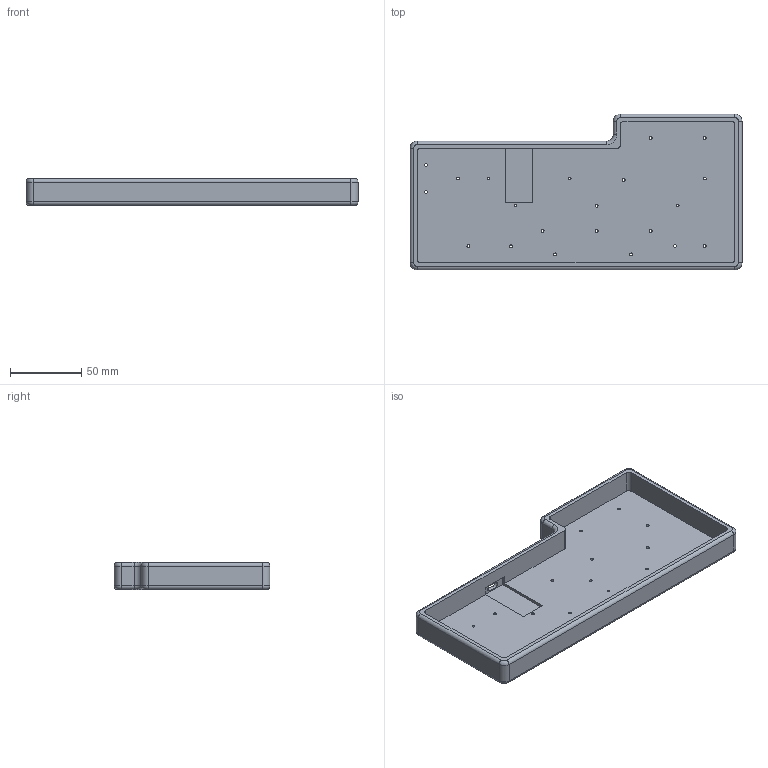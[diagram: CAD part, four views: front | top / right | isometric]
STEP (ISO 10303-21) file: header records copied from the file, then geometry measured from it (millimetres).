
FILE_DESCRIPTION(('HOOPS Exchange Step'),'2;1');
FILE_NAME('temp_export','2022-09-27T13:39:30-04:00',('mobile'),('Shapr3D Limited'),'HOOPS Exchange 2022.1','Shapr3D','Authorized');
FILE_SCHEMA( ('AP203_CONFIGURATION_CONTROLLED_3D_DESIGN_OF_MECHANICAL_PARTS_AND_ASSEMBLIES_MIM_LF') );
Length unit declared in the file: millimetre
Products named in the file (1): Case
Bounding box: 233.5 x 109.57 x 19 mm (x, y, z)
Volume: 117404.8 mm3; surface area: 68016.4 mm2
Topology: 1 solids, 1 shells, 127 faces, 288 edges, 184 vertices
Faces by surface type: cylinder 68, plane 44, torus 12, bspline 3
Full cylindrical faces by diameter (mm): 2 x20, 3.6 x19
Entity records: 4114 total; most frequent: CARTESIAN_POINT 1036, DIRECTION 677, ORIENTED_EDGE 576, EDGE_CURVE 288, AXIS2_PLACEMENT_3D 273, EDGE_LOOP 192, FACE_BOUND 192, VERTEX_POINT 184
